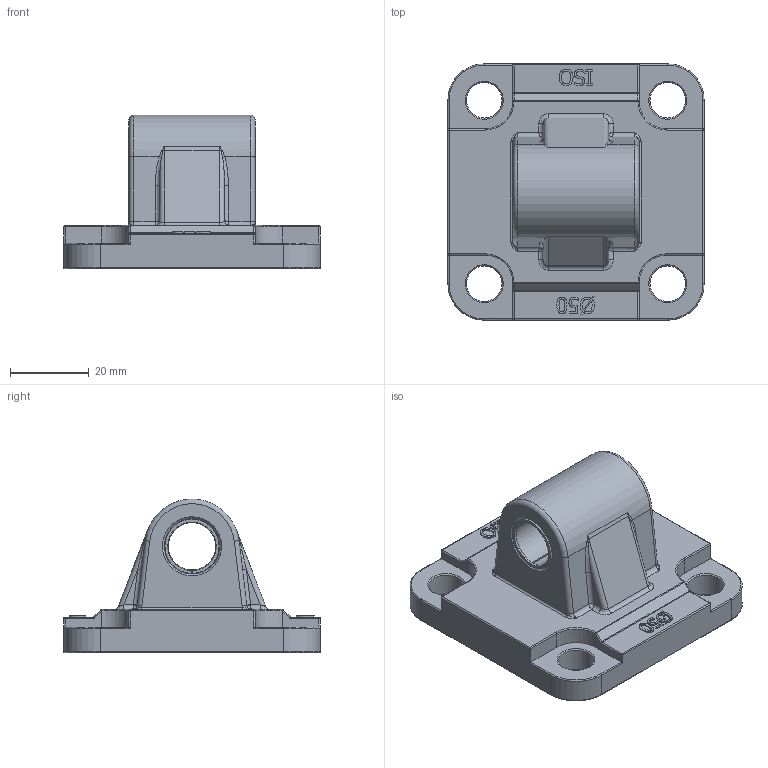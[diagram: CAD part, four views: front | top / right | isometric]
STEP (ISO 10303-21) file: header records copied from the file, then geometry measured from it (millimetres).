
FILE_DESCRIPTION((''),'2;1');
FILE_NAME('CMI050.stp','2013-11-15T10:06:59',('carlo.corazza'),(''),'Autodesk Inventor 2012','Autodesk Inventor 2012','');
FILE_SCHEMA(('AUTOMOTIVE_DESIGN { 1 0 10303 214 1 1 1 1 }'));
Length unit declared in the file: millimetre
Products named in the file (1): CMI050
Bounding box: 65 x 65 x 38.96 mm (x, y, z)
Volume: 50380.9 mm3; surface area: 15461 mm2
Topology: 1 solids, 1 shells, 315 faces, 786 edges, 471 vertices
Faces by surface type: bspline 95, plane 84, cylinder 83, torus 22, cone 19, sphere 12
Full cylindrical faces by diameter (mm): 9 x4, 14 x1, 40 x1
Entity records: 10608 total; most frequent: CARTESIAN_POINT 3383, ORIENTED_EDGE 1498, DIRECTION 1256, EDGE_CURVE 749, VERTEX_POINT 465, AXIS2_PLACEMENT_3D 452, EDGE_LOOP 354, VECTOR 352
